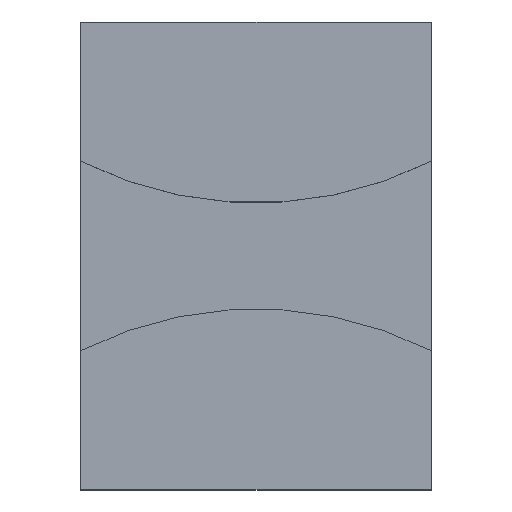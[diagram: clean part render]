
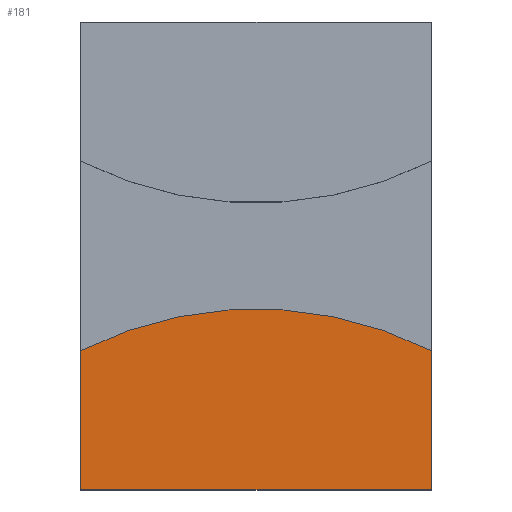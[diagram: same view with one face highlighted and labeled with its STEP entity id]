
A CAD part, top view. The second image highlights one B-rep face of the part: STEP entity #181.
In plain terms, the highlighted planar face has unit normal (0, 0, 1).
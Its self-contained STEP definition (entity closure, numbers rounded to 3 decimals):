
#17=PLANE('',#209);
#27=FACE_OUTER_BOUND('',#37,.T.);
#37=EDGE_LOOP('',(#143,#144,#145,#146));
#52=LINE('',#295,#72);
#53=LINE('',#297,#73);
#54=LINE('',#298,#74);
#72=VECTOR('',#244,10.);
#73=VECTOR('',#245,10.);
#74=VECTOR('',#246,10.);
#83=CIRCLE('',#202,166.222);
#87=VERTEX_POINT('',#267);
#88=VERTEX_POINT('',#268);
#97=VERTEX_POINT('',#294);
#98=VERTEX_POINT('',#296);
#103=EDGE_CURVE('',#87,#88,#83,.T.);
#116=EDGE_CURVE('',#88,#97,#52,.T.);
#117=EDGE_CURVE('',#97,#98,#53,.T.);
#118=EDGE_CURVE('',#98,#87,#54,.T.);
#143=ORIENTED_EDGE('',*,*,#103,.T.);
#144=ORIENTED_EDGE('',*,*,#116,.T.);
#145=ORIENTED_EDGE('',*,*,#117,.T.);
#146=ORIENTED_EDGE('',*,*,#118,.T.);
#181=ADVANCED_FACE('',(#27),#17,.T.);
#202=AXIS2_PLACEMENT_3D('',#269,#219,#220);
#209=AXIS2_PLACEMENT_3D('',#293,#242,#243);
#219=DIRECTION('center_axis',(0.,0.,1.));
#220=DIRECTION('ref_axis',(-0.451,-0.892,0.));
#242=DIRECTION('center_axis',(0.,0.,1.));
#243=DIRECTION('ref_axis',(0.,-1.,0.));
#244=DIRECTION('',(0.,-1.,0.));
#245=DIRECTION('',(1.,0.,0.));
#246=DIRECTION('',(0.,1.,0.));
#267=CARTESIAN_POINT('',(87.666,-40.564,22.001));
#268=CARTESIAN_POINT('',(-62.334,-40.564,22.001));
#269=CARTESIAN_POINT('Origin',(12.666,-188.904,22.001));
#293=CARTESIAN_POINT('Origin',(12.666,0.,22.001));
#294=CARTESIAN_POINT('',(-62.334,-100.,22.001));
#295=CARTESIAN_POINT('',(-62.334,100.,22.001));
#296=CARTESIAN_POINT('',(87.666,-100.,22.001));
#297=CARTESIAN_POINT('',(-62.334,-100.,22.001));
#298=CARTESIAN_POINT('',(87.666,-100.,22.001));
